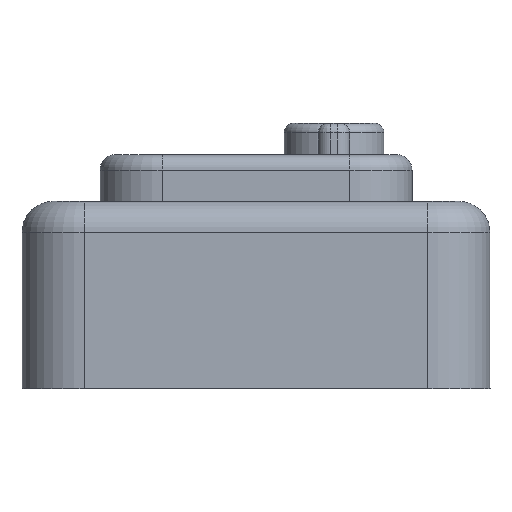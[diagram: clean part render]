
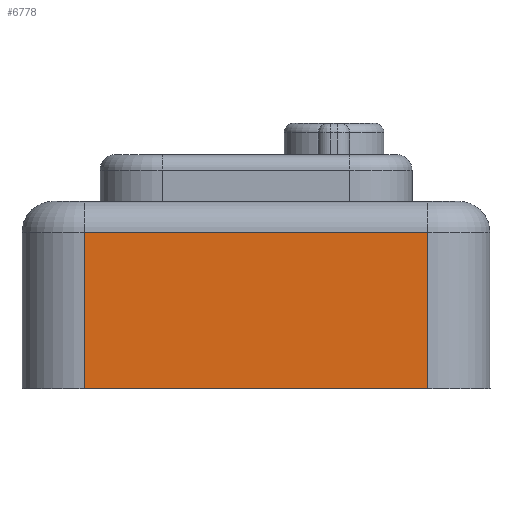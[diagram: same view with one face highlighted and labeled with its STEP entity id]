
A CAD part, left-side view. The second image highlights one B-rep face of the part: STEP entity #6778.
In plain terms, the highlighted planar face has unit normal (-1, 0, 0).
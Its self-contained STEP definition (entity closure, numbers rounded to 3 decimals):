
#3633 = PLANE('',#3634);
#3634 = AXIS2_PLACEMENT_3D('',#3635,#3636,#3637);
#3635 = CARTESIAN_POINT('',(11.,7.5,0.));
#3636 = DIRECTION('',(-0.,-0.,-1.));
#3637 = DIRECTION('',(-1.,0.,0.));
#6003 = EDGE_CURVE('',#6004,#6006,#6008,.T.);
#6004 = VERTEX_POINT('',#6005);
#6005 = CARTESIAN_POINT('',(0.,2.,0.));
#6006 = VERTEX_POINT('',#6007);
#6007 = CARTESIAN_POINT('',(0.,13.,0.));
#6008 = SURFACE_CURVE('',#6009,(#6013,#6020),.PCURVE_S1.);
#6009 = LINE('',#6010,#6011);
#6010 = CARTESIAN_POINT('',(0.,2.,0.));
#6011 = VECTOR('',#6012,1.);
#6012 = DIRECTION('',(0.,1.,0.));
#6013 = PCURVE('',#3633,#6014);
#6014 = DEFINITIONAL_REPRESENTATION('',(#6015),#6019);
#6015 = LINE('',#6016,#6017);
#6016 = CARTESIAN_POINT('',(11.,-5.5));
#6017 = VECTOR('',#6018,1.);
#6018 = DIRECTION('',(0.,1.));
#6019 = ( GEOMETRIC_REPRESENTATION_CONTEXT(2) 
PARAMETRIC_REPRESENTATION_CONTEXT() REPRESENTATION_CONTEXT('2D SPACE',''
  ) );
#6020 = PCURVE('',#6021,#6026);
#6021 = PLANE('',#6022);
#6022 = AXIS2_PLACEMENT_3D('',#6023,#6024,#6025);
#6023 = CARTESIAN_POINT('',(0.,7.5,2.5));
#6024 = DIRECTION('',(-1.,-0.,0.));
#6025 = DIRECTION('',(0.,0.,-1.));
#6026 = DEFINITIONAL_REPRESENTATION('',(#6027),#6031);
#6027 = LINE('',#6028,#6029);
#6028 = CARTESIAN_POINT('',(2.5,5.5));
#6029 = VECTOR('',#6030,1.);
#6030 = DIRECTION('',(0.,-1.));
#6031 = ( GEOMETRIC_REPRESENTATION_CONTEXT(2) 
PARAMETRIC_REPRESENTATION_CONTEXT() REPRESENTATION_CONTEXT('2D SPACE',''
  ) );
#6054 = CYLINDRICAL_SURFACE('',#6055,2.);
#6055 = AXIS2_PLACEMENT_3D('',#6056,#6057,#6058);
#6056 = CARTESIAN_POINT('',(2.,13.,0.));
#6057 = DIRECTION('',(-0.,-0.,-1.));
#6058 = DIRECTION('',(1.,0.,0.));
#6235 = CYLINDRICAL_SURFACE('',#6236,2.);
#6236 = AXIS2_PLACEMENT_3D('',#6237,#6238,#6239);
#6237 = CARTESIAN_POINT('',(2.,2.,0.));
#6238 = DIRECTION('',(-0.,-0.,-1.));
#6239 = DIRECTION('',(1.,0.,0.));
#6423 = CYLINDRICAL_SURFACE('',#6424,1.);
#6424 = AXIS2_PLACEMENT_3D('',#6425,#6426,#6427);
#6425 = CARTESIAN_POINT('',(1.,2.,5.));
#6426 = DIRECTION('',(0.,1.,0.));
#6427 = DIRECTION('',(-1.,0.,0.));
#6778 = ADVANCED_FACE('',(#6779),#6021,.T.);
#6779 = FACE_BOUND('',#6780,.T.);
#6780 = EDGE_LOOP('',(#6781,#6804,#6827,#6848));
#6781 = ORIENTED_EDGE('',*,*,#6782,.T.);
#6782 = EDGE_CURVE('',#6004,#6783,#6785,.T.);
#6783 = VERTEX_POINT('',#6784);
#6784 = CARTESIAN_POINT('',(0.,2.,5.));
#6785 = SURFACE_CURVE('',#6786,(#6790,#6797),.PCURVE_S1.);
#6786 = LINE('',#6787,#6788);
#6787 = CARTESIAN_POINT('',(0.,2.,0.));
#6788 = VECTOR('',#6789,1.);
#6789 = DIRECTION('',(0.,0.,1.));
#6790 = PCURVE('',#6021,#6791);
#6791 = DEFINITIONAL_REPRESENTATION('',(#6792),#6796);
#6792 = LINE('',#6793,#6794);
#6793 = CARTESIAN_POINT('',(2.5,5.5));
#6794 = VECTOR('',#6795,1.);
#6795 = DIRECTION('',(-1.,0.));
#6796 = ( GEOMETRIC_REPRESENTATION_CONTEXT(2) 
PARAMETRIC_REPRESENTATION_CONTEXT() REPRESENTATION_CONTEXT('2D SPACE',''
  ) );
#6797 = PCURVE('',#6235,#6798);
#6798 = DEFINITIONAL_REPRESENTATION('',(#6799),#6803);
#6799 = LINE('',#6800,#6801);
#6800 = CARTESIAN_POINT('',(-3.142,0.));
#6801 = VECTOR('',#6802,1.);
#6802 = DIRECTION('',(-0.,-1.));
#6803 = ( GEOMETRIC_REPRESENTATION_CONTEXT(2) 
PARAMETRIC_REPRESENTATION_CONTEXT() REPRESENTATION_CONTEXT('2D SPACE',''
  ) );
#6804 = ORIENTED_EDGE('',*,*,#6805,.T.);
#6805 = EDGE_CURVE('',#6783,#6806,#6808,.T.);
#6806 = VERTEX_POINT('',#6807);
#6807 = CARTESIAN_POINT('',(0.,13.,5.));
#6808 = SURFACE_CURVE('',#6809,(#6813,#6820),.PCURVE_S1.);
#6809 = LINE('',#6810,#6811);
#6810 = CARTESIAN_POINT('',(0.,2.,5.));
#6811 = VECTOR('',#6812,1.);
#6812 = DIRECTION('',(0.,1.,0.));
#6813 = PCURVE('',#6021,#6814);
#6814 = DEFINITIONAL_REPRESENTATION('',(#6815),#6819);
#6815 = LINE('',#6816,#6817);
#6816 = CARTESIAN_POINT('',(-2.5,5.5));
#6817 = VECTOR('',#6818,1.);
#6818 = DIRECTION('',(0.,-1.));
#6819 = ( GEOMETRIC_REPRESENTATION_CONTEXT(2) 
PARAMETRIC_REPRESENTATION_CONTEXT() REPRESENTATION_CONTEXT('2D SPACE',''
  ) );
#6820 = PCURVE('',#6423,#6821);
#6821 = DEFINITIONAL_REPRESENTATION('',(#6822),#6826);
#6822 = LINE('',#6823,#6824);
#6823 = CARTESIAN_POINT('',(0.,0.));
#6824 = VECTOR('',#6825,1.);
#6825 = DIRECTION('',(0.,1.));
#6826 = ( GEOMETRIC_REPRESENTATION_CONTEXT(2) 
PARAMETRIC_REPRESENTATION_CONTEXT() REPRESENTATION_CONTEXT('2D SPACE',''
  ) );
#6827 = ORIENTED_EDGE('',*,*,#6828,.F.);
#6828 = EDGE_CURVE('',#6006,#6806,#6829,.T.);
#6829 = SURFACE_CURVE('',#6830,(#6834,#6841),.PCURVE_S1.);
#6830 = LINE('',#6831,#6832);
#6831 = CARTESIAN_POINT('',(0.,13.,3.5));
#6832 = VECTOR('',#6833,1.);
#6833 = DIRECTION('',(0.,0.,1.));
#6834 = PCURVE('',#6021,#6835);
#6835 = DEFINITIONAL_REPRESENTATION('',(#6836),#6840);
#6836 = LINE('',#6837,#6838);
#6837 = CARTESIAN_POINT('',(-1.,-5.5));
#6838 = VECTOR('',#6839,1.);
#6839 = DIRECTION('',(-1.,0.));
#6840 = ( GEOMETRIC_REPRESENTATION_CONTEXT(2) 
PARAMETRIC_REPRESENTATION_CONTEXT() REPRESENTATION_CONTEXT('2D SPACE',''
  ) );
#6841 = PCURVE('',#6054,#6842);
#6842 = DEFINITIONAL_REPRESENTATION('',(#6843),#6847);
#6843 = LINE('',#6844,#6845);
#6844 = CARTESIAN_POINT('',(-3.142,-3.5));
#6845 = VECTOR('',#6846,1.);
#6846 = DIRECTION('',(-0.,-1.));
#6847 = ( GEOMETRIC_REPRESENTATION_CONTEXT(2) 
PARAMETRIC_REPRESENTATION_CONTEXT() REPRESENTATION_CONTEXT('2D SPACE',''
  ) );
#6848 = ORIENTED_EDGE('',*,*,#6003,.F.);
